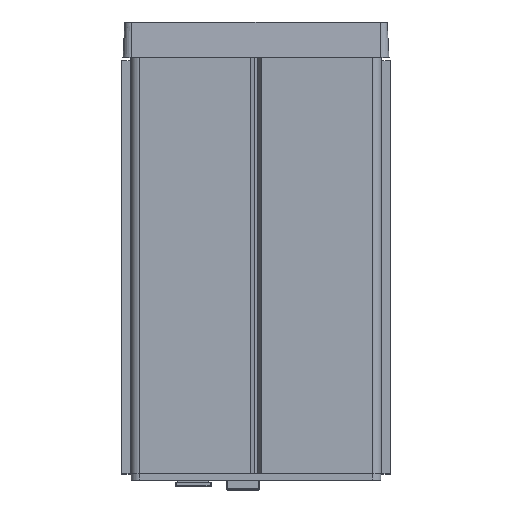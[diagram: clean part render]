
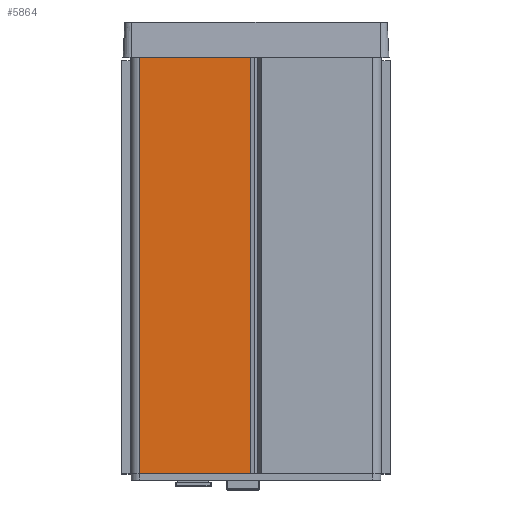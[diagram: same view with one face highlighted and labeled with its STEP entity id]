
A CAD part, top view. The second image highlights one B-rep face of the part: STEP entity #5864.
In plain terms, the highlighted face is planar.
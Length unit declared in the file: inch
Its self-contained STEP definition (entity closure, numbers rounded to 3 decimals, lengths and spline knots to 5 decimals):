
#5538=CARTESIAN_POINT('',(0.07217,1.779,-3.0));
#5539=VERTEX_POINT('',#5538);
#5547=CARTESIAN_POINT('',(0.07217,1.779,3.0));
#5548=VERTEX_POINT('',#5547);
#5555=CARTESIAN_POINT('',(0.07217,1.779,-3.0));
#5556=DIRECTION('',(0.0,0.0,1.0));
#5557=VECTOR('',#5556,6.0);
#5558=LINE('',#5555,#5557);
#5559=EDGE_CURVE('',#5539,#5548,#5558,.T.);
#5834=CARTESIAN_POINT('',(-1.654,1.779,-3.0));
#5835=DIRECTION('',(0.0,1.0,0.0));
#5836=DIRECTION('',(0.0,0.0,1.0));
#5837=AXIS2_PLACEMENT_3D('',#5834,#5835,#5836);
#5838=PLANE('',#5837);
#5839=ORIENTED_EDGE('',*,*,#5559,.T.);
#5840=CARTESIAN_POINT('',(1.654,1.779,3.0));
#5841=VERTEX_POINT('',#5840);
#5842=CARTESIAN_POINT('',(0.07217,1.779,3.0));
#5843=DIRECTION('',(1.0,0.0,0.0));
#5844=VECTOR('',#5843,1.58183);
#5845=LINE('',#5842,#5844);
#5846=EDGE_CURVE('',#5548,#5841,#5845,.T.);
#5847=ORIENTED_EDGE('',*,*,#5846,.T.);
#5848=CARTESIAN_POINT('',(1.654,1.779,-3.0));
#5849=VERTEX_POINT('',#5848);
#5850=CARTESIAN_POINT('',(1.654,1.779,-3.0));
#5851=DIRECTION('',(0.0,0.0,1.0));
#5852=VECTOR('',#5851,6.0);
#5853=LINE('',#5850,#5852);
#5854=EDGE_CURVE('',#5849,#5841,#5853,.T.);
#5855=ORIENTED_EDGE('',*,*,#5854,.F.);
#5856=CARTESIAN_POINT('',(0.07217,1.779,-3.0));
#5857=DIRECTION('',(1.0,0.0,0.0));
#5858=VECTOR('',#5857,1.58183);
#5859=LINE('',#5856,#5858);
#5860=EDGE_CURVE('',#5539,#5849,#5859,.T.);
#5861=ORIENTED_EDGE('',*,*,#5860,.F.);
#5862=EDGE_LOOP('',(#5839,#5847,#5855,#5861));
#5863=FACE_OUTER_BOUND('',#5862,.T.);
#5864=ADVANCED_FACE('',(#5863),#5838,.T.);
